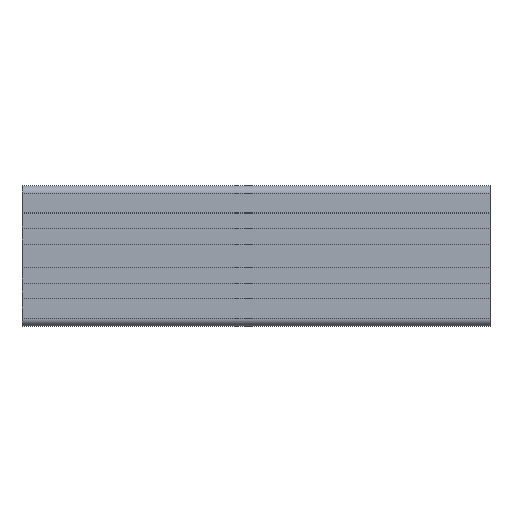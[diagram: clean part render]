
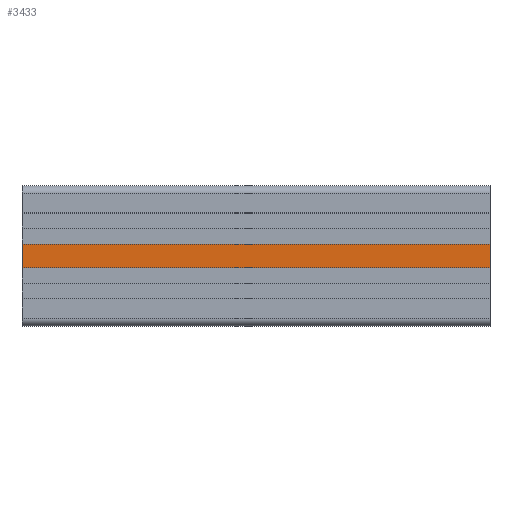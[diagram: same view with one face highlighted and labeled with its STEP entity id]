
A CAD part, top view. The second image highlights one B-rep face of the part: STEP entity #3433.
In plain terms, the highlighted planar face has unit normal (0, 0, 1).
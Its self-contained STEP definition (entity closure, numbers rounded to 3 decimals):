
#374 = EDGE_LOOP ( 'NONE', ( #3137, #3141, #3120, #1501 ) ) ;
#651 = EDGE_CURVE ( 'NONE', #2550, #2558, #4419, .T. ) ;
#664 = EDGE_CURVE ( 'NONE', #2550, #2495, #4445, .T. ) ;
#696 = EDGE_CURVE ( 'NONE', #2558, #2540, #4509, .T. ) ;
#702 = EDGE_CURVE ( 'NONE', #2540, #2495, #4512, .T. ) ;
#1501 = ORIENTED_EDGE ( 'NONE', *, *, #696, .F. ) ;
#1803 = AXIS2_PLACEMENT_3D ( 'NONE', #5354, #5360, #5361 ) ;
#2495 = VERTEX_POINT ( 'NONE', #5081 ) ;
#2540 = VERTEX_POINT ( 'NONE', #5126 ) ;
#2550 = VERTEX_POINT ( 'NONE', #5136 ) ;
#2558 = VERTEX_POINT ( 'NONE', #5144 ) ;
#3120 = ORIENTED_EDGE ( 'NONE', *, *, #702, .F. ) ;
#3137 = ORIENTED_EDGE ( 'NONE', *, *, #651, .F. ) ;
#3141 = ORIENTED_EDGE ( 'NONE', *, *, #664, .T. ) ;
#3433 = ADVANCED_FACE ( 'NONE', ( #4911 ), #5351, .T. ) ;
#3934 = CARTESIAN_POINT ( 'NONE',  ( -300., 7.5, 44. ) ) ;
#3935 = DIRECTION ( 'NONE',  ( 0., 1., 0. ) ) ;
#3960 = CARTESIAN_POINT ( 'NONE',  ( -427.279, -7.5, 44. ) ) ;
#3961 = DIRECTION ( 'NONE',  ( 1., 0., 0. ) ) ;
#4024 = CARTESIAN_POINT ( 'NONE',  ( -427.279, 7.5, 44. ) ) ;
#4025 = DIRECTION ( 'NONE',  ( 1., 0., 0. ) ) ;
#4032 = CARTESIAN_POINT ( 'NONE',  ( 0., 7.5, 44. ) ) ;
#4038 = DIRECTION ( 'NONE',  ( 0., -1., 0. ) ) ;
#4419 = LINE ( 'NONE', #3934, #4420 ) ;
#4420 = VECTOR ( 'NONE', #3935, 1000. ) ;
#4445 = LINE ( 'NONE', #3960, #4446 ) ;
#4446 = VECTOR ( 'NONE', #3961, 1000. ) ;
#4509 = LINE ( 'NONE', #4024, #4510 ) ;
#4510 = VECTOR ( 'NONE', #4025, 1000. ) ;
#4512 = LINE ( 'NONE', #4032, #4521 ) ;
#4521 = VECTOR ( 'NONE', #4038, 1000. ) ;
#4911 = FACE_OUTER_BOUND ( 'NONE', #374, .T. ) ;
#5081 = CARTESIAN_POINT ( 'NONE',  ( 0., -7.5, 44. ) ) ;
#5126 = CARTESIAN_POINT ( 'NONE',  ( 0., 7.5, 44. ) ) ;
#5136 = CARTESIAN_POINT ( 'NONE',  ( -300., -7.5, 44. ) ) ;
#5144 = CARTESIAN_POINT ( 'NONE',  ( -300., 7.5, 44. ) ) ;
#5351 = PLANE ( 'NONE',  #1803 ) ;
#5354 = CARTESIAN_POINT ( 'NONE',  ( -427.279, 7.5, 44. ) ) ;
#5360 = DIRECTION ( 'NONE',  ( 0., 0., 1. ) ) ;
#5361 = DIRECTION ( 'NONE',  ( 1., 0., 0. ) ) ;
